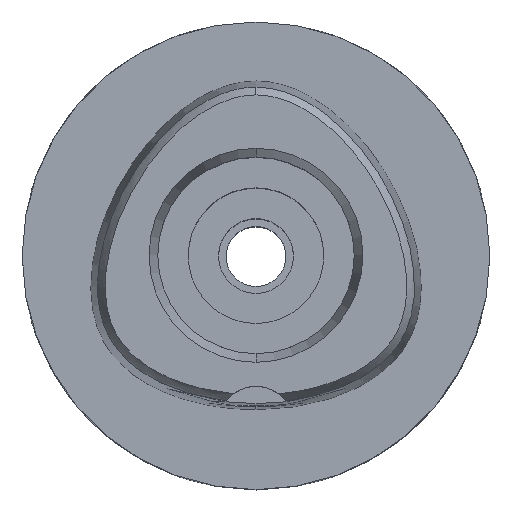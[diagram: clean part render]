
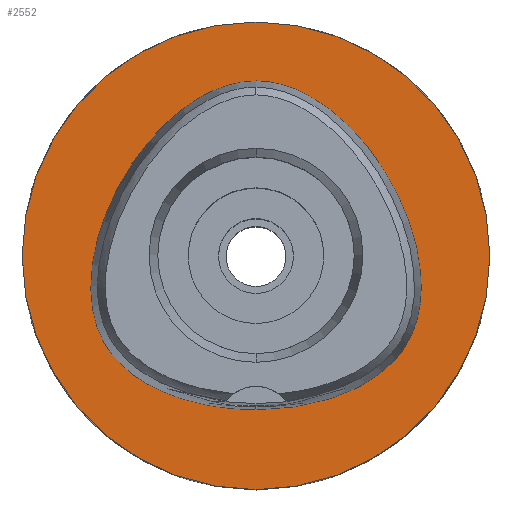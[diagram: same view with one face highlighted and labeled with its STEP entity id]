
A CAD part, top view. The second image highlights one B-rep face of the part: STEP entity #2552.
In plain terms, the highlighted planar face has unit normal (0, 0, 1).
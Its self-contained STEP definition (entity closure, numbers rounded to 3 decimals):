
#74 = ORIENTED_EDGE ( 'NONE', *, *, #306, .F. ) ;
#96 = CARTESIAN_POINT ( 'NONE',  ( 16.669, -8.446, 0. ) ) ;
#120 = ORIENTED_EDGE ( 'NONE', *, *, #1070, .F. ) ;
#124 = CARTESIAN_POINT ( 'NONE',  ( 11.687, -13.704, 0. ) ) ;
#143 = CARTESIAN_POINT ( 'NONE',  ( 0., 0., 0. ) ) ;
#153 = CARTESIAN_POINT ( 'NONE',  ( -0.68, 18.695, 0. ) ) ;
#306 = EDGE_CURVE ( 'NONE', #4281, #4221, #4899, .T. ) ;
#541 = CARTESIAN_POINT ( 'NONE',  ( -8.947, -15.039, 0. ) ) ;
#553 = CARTESIAN_POINT ( 'NONE',  ( -14.38, 8.302, 0. ) ) ;
#560 = CARTESIAN_POINT ( 'NONE',  ( 5.051, -16.156, 0. ) ) ;
#928 = DIRECTION ( 'NONE',  ( 0., 0., -1. ) ) ;
#935 = VERTEX_POINT ( 'NONE', #3864 ) ;
#952 = CARTESIAN_POINT ( 'NONE',  ( 7.968, 15.831, 0. ) ) ;
#1070 = EDGE_CURVE ( 'NONE', #4221, #4281, #1816, .T. ) ;
#1113 = EDGE_CURVE ( 'NONE', #2212, #935, #3796, .T. ) ;
#1246 = CARTESIAN_POINT ( 'NONE',  ( -17.165, -7.166, 0. ) ) ;
#1253 = CARTESIAN_POINT ( 'NONE',  ( 17.498, -0.229, 0. ) ) ;
#1277 = FACE_OUTER_BOUND ( 'NONE', #3157, .T. ) ;
#1286 = EDGE_LOOP ( 'NONE', ( #120, #74 ) ) ;
#1623 = DIRECTION ( 'NONE',  ( 0., 1., 0. ) ) ;
#1656 = CARTESIAN_POINT ( 'NONE',  ( 13.507, -12.483, 0. ) ) ;
#1669 = ORIENTED_EDGE ( 'NONE', *, *, #1113, .F. ) ;
#1673 = CARTESIAN_POINT ( 'NONE',  ( 17.711, -3.269, 0. ) ) ;
#1681 = EDGE_CURVE ( 'NONE', #935, #2212, #3802, .T. ) ;
#1683 = CARTESIAN_POINT ( 'NONE',  ( -11.466, 12.452, 0. ) ) ;
#1702 = CARTESIAN_POINT ( 'NONE',  ( 14.788, -11.282, 0. ) ) ;
#1816 = B_SPLINE_CURVE_WITH_KNOTS ( 'NONE', 3,
 ( #4702, #153, #2454, #3967, #3987, #1683, #553, #3226, #2092, #4313, #2047, #1246, #2355, #2859, #2032, #2784, #3874, #4300, #541, #4740, #3568, #4669 ),
 .UNSPECIFIED., .F., .F.,
 ( 4, 1, 1, 1, 1, 1, 1, 1, 1, 1, 1, 1, 1, 1, 1, 1, 1, 1, 1, 4 ),
 ( 0., 0.042, 0.083, 0.167, 0.25, 0.333, 0.417, 0.5, 0.542, 0.583, 0.625, 0.646, 0.667, 0.688, 0.708, 0.75, 0.792, 0.833, 0.917, 1. ),
 .UNSPECIFIED. ) ;
#1909 = CARTESIAN_POINT ( 'NONE',  ( 0., 18.695, 0. ) ) ;
#2010 = DIRECTION ( 'NONE',  ( 0., -1., 0. ) ) ;
#2032 = CARTESIAN_POINT ( 'NONE',  ( -15.649, -10.213, 0. ) ) ;
#2047 = CARTESIAN_POINT ( 'NONE',  ( -17.564, -5.456, 0. ) ) ;
#2092 = CARTESIAN_POINT ( 'NONE',  ( -17.498, -0.229, 0. ) ) ;
#2212 = VERTEX_POINT ( 'NONE', #3259 ) ;
#2355 = CARTESIAN_POINT ( 'NONE',  ( -16.669, -8.446, 0. ) ) ;
#2454 = CARTESIAN_POINT ( 'NONE',  ( -2.041, 18.55, 0. ) ) ;
#2469 = CARTESIAN_POINT ( 'NONE',  ( 11.466, 12.452, 0. ) ) ;
#2552 = ADVANCED_FACE ( 'NONE', ( #1277, #4754 ), #2792, .F. ) ;
#2784 = CARTESIAN_POINT ( 'NONE',  ( -14.788, -11.282, 0. ) ) ;
#2789 = CARTESIAN_POINT ( 'NONE',  ( 0., 18.695, 0. ) ) ;
#2792 = PLANE ( 'NONE',  #4280 ) ;
#2839 = AXIS2_PLACEMENT_3D ( 'NONE', #3189, #4713, #1623 ) ;
#2852 = CARTESIAN_POINT ( 'NONE',  ( 0., -16.455, 0. ) ) ;
#2859 = CARTESIAN_POINT ( 'NONE',  ( -16.206, -9.357, 0. ) ) ;
#2866 = CARTESIAN_POINT ( 'NONE',  ( 15.649, -10.213, 0. ) ) ;
#3157 = EDGE_LOOP ( 'NONE', ( #1669, #3863 ) ) ;
#3174 = CARTESIAN_POINT ( 'NONE',  ( 4.729, 17.735, 0. ) ) ;
#3177 = DIRECTION ( 'NONE',  ( 0., -1., 0. ) ) ;
#3189 = CARTESIAN_POINT ( 'NONE',  ( 0., 0., 0. ) ) ;
#3219 = CARTESIAN_POINT ( 'NONE',  ( 16.517, 3.703, 0. ) ) ;
#3226 = CARTESIAN_POINT ( 'NONE',  ( -16.517, 3.703, 0. ) ) ;
#3247 = AXIS2_PLACEMENT_3D ( 'NONE', #143, #3645, #2010 ) ;
#3259 = CARTESIAN_POINT ( 'NONE',  ( 0., 25., 0. ) ) ;
#3568 = CARTESIAN_POINT ( 'NONE',  ( -1.684, -16.455, 0. ) ) ;
#3645 = DIRECTION ( 'NONE',  ( 0., 0., -1. ) ) ;
#3796 = CIRCLE ( 'NONE', #2839, 25. ) ;
#3802 = CIRCLE ( 'NONE', #3247, 25. ) ;
#3863 = ORIENTED_EDGE ( 'NONE', *, *, #1681, .F. ) ;
#3864 = CARTESIAN_POINT ( 'NONE',  ( 0., -25., 0. ) ) ;
#3874 = CARTESIAN_POINT ( 'NONE',  ( -13.507, -12.483, 0. ) ) ;
#3906 = CARTESIAN_POINT ( 'NONE',  ( 2.041, 18.55, 0. ) ) ;
#3967 = CARTESIAN_POINT ( 'NONE',  ( -4.729, 17.735, 0. ) ) ;
#3983 = CARTESIAN_POINT ( 'NONE',  ( 14.38, 8.302, 0. ) ) ;
#3987 = CARTESIAN_POINT ( 'NONE',  ( -7.968, 15.831, 0. ) ) ;
#3992 = CARTESIAN_POINT ( 'NONE',  ( 1.684, -16.455, 0. ) ) ;
#4221 = VERTEX_POINT ( 'NONE', #1909 ) ;
#4229 = CARTESIAN_POINT ( 'NONE',  ( 0., -16.455, 0. ) ) ;
#4280 = AXIS2_PLACEMENT_3D ( 'NONE', #4698, #928, #3177 ) ;
#4281 = VERTEX_POINT ( 'NONE', #4229 ) ;
#4286 = CARTESIAN_POINT ( 'NONE',  ( 8.947, -15.039, 0. ) ) ;
#4300 = CARTESIAN_POINT ( 'NONE',  ( -11.687, -13.704, 0. ) ) ;
#4307 = CARTESIAN_POINT ( 'NONE',  ( 0.68, 18.695, 0. ) ) ;
#4313 = CARTESIAN_POINT ( 'NONE',  ( -17.711, -3.269, 0. ) ) ;
#4381 = CARTESIAN_POINT ( 'NONE',  ( 17.564, -5.456, 0. ) ) ;
#4669 = CARTESIAN_POINT ( 'NONE',  ( 0., -16.455, 0. ) ) ;
#4677 = CARTESIAN_POINT ( 'NONE',  ( 16.206, -9.357, 0. ) ) ;
#4698 = CARTESIAN_POINT ( 'NONE',  ( 0., 0., 0. ) ) ;
#4702 = CARTESIAN_POINT ( 'NONE',  ( 0., 18.695, 0. ) ) ;
#4713 = DIRECTION ( 'NONE',  ( 0., 0., -1. ) ) ;
#4740 = CARTESIAN_POINT ( 'NONE',  ( -5.051, -16.156, 0. ) ) ;
#4754 = FACE_BOUND ( 'NONE', #1286, .T. ) ;
#4773 = CARTESIAN_POINT ( 'NONE',  ( 17.165, -7.166, 0. ) ) ;
#4899 = B_SPLINE_CURVE_WITH_KNOTS ( 'NONE', 3,
 ( #2852, #3992, #560, #4286, #124, #1656, #1702, #2866, #4677, #96, #4773, #4381, #1673, #1253, #3219, #3983, #2469, #952, #3174, #3906, #4307, #2789 ),
 .UNSPECIFIED., .F., .F.,
 ( 4, 1, 1, 1, 1, 1, 1, 1, 1, 1, 1, 1, 1, 1, 1, 1, 1, 1, 1, 4 ),
 ( 0., 0.083, 0.167, 0.208, 0.25, 0.292, 0.312, 0.333, 0.354, 0.375, 0.417, 0.458, 0.5, 0.583, 0.667, 0.75, 0.833, 0.917, 0.958, 1. ),
 .UNSPECIFIED. ) ;
